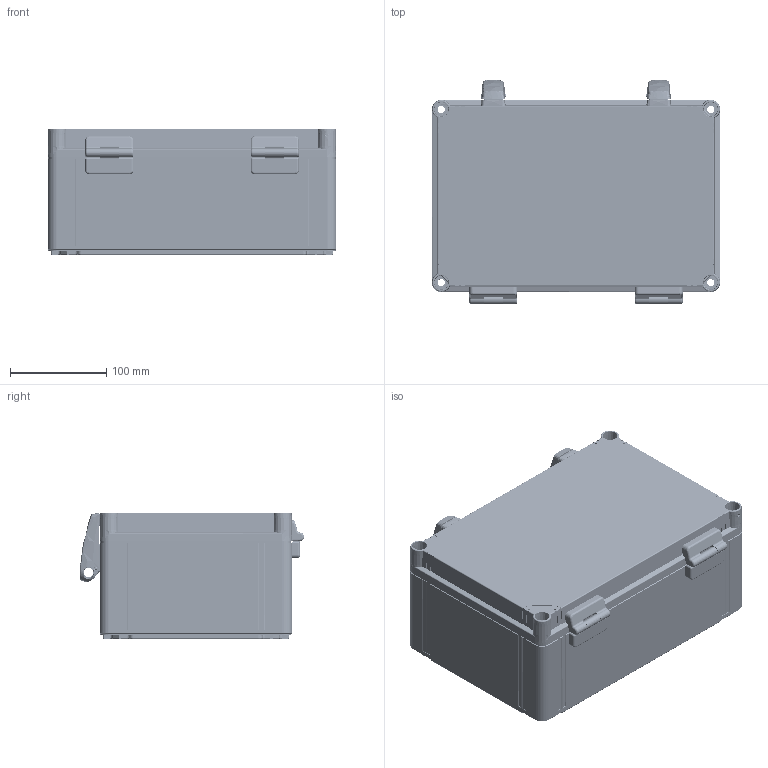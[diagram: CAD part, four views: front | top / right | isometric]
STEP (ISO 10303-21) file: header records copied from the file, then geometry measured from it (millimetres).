
FILE_DESCRIPTION((''),'2;1');
FILE_NAME('WPCP203013T_ASM','2009-01-05T',('pasi_koskela'),(''),'PRO/ENGINEER BY PARAMETRIC TECHNOLOGY CORPORATION, 2008250','PRO/ENGINEER BY PARAMETRIC TECHNOLOGY CORPORATION, 2008250','');
FILE_SCHEMA(('AUTOMOTIVE_DESIGN_CC2 { 1 2 10303 214 -1 1 5 2 }'));
Products named in the file (12): OPCP203010B_AF1; OPCT203003L_AF0; SARANA_KOTELO; SARANA_KANSI; CUBO_O_SARANATAPPI; CUBO_O_HINGE_ASM; PMR2426_KIINNITYSALUSTA; PMR2427_NIVEL; PMR2425_YL_KIINNITYS; PMR2428_ALAKIINNITYS; UUSISALPA_ASM; WPCP203013T_ASM
Assembly tree (13 placements, depth 3):
  WPCP203013T_ASM
    OPCP203010B_AF1
    OPCT203003L_AF0
    CUBO_O_HINGE_ASM  x2
      SARANA_KOTELO
      SARANA_KANSI
      CUBO_O_SARANATAPPI
    UUSISALPA_ASM  x2
      PMR2426_KIINNITYSALUSTA
      PMR2427_NIVEL
      PMR2425_YL_KIINNITYS
      PMR2428_ALAKIINNITYS
Bounding box: 300 x 233.15 x 132 mm (x, y, z)
Volume: 1182834.3 mm3; surface area: 646221.1 mm2
Topology: 16 solids, 16 shells, 5460 faces, 13330 edges, 8049 vertices
Faces by surface type: plane 1599, bspline 1574, cylinder 1251, cone 564, torus 370, sphere 102
Entity records: 190401 total; most frequent: CARTESIAN_POINT 74024, ORIENTED_EDGE 19348, DIRECTION 16469, PRESENTATION_STYLE_ASSIGNMENT 9683, STYLED_ITEM 9683, CURVE_STYLE 9674, EDGE_CURVE 9674, AXIS2_PLACEMENT_3D 6042
